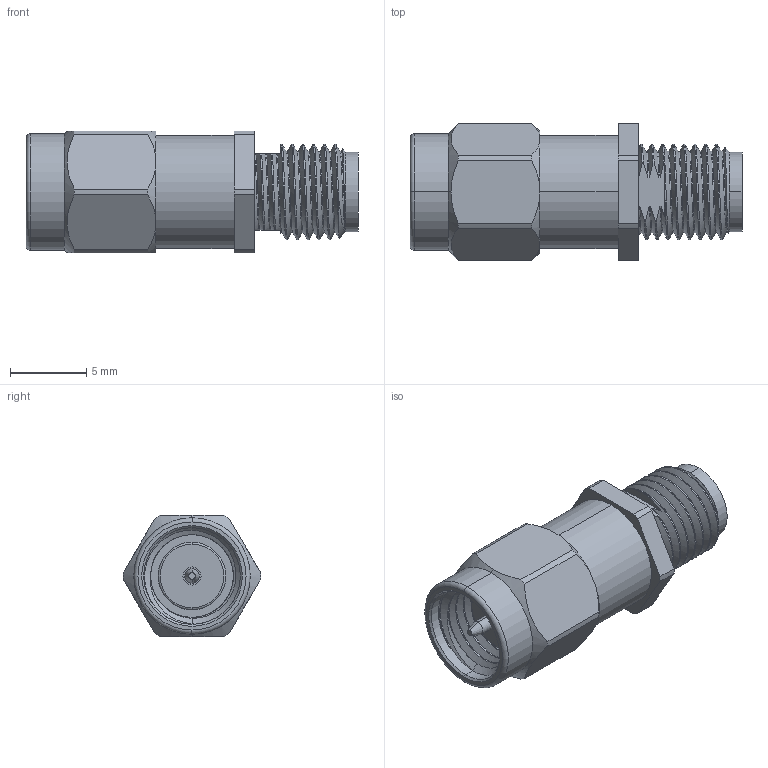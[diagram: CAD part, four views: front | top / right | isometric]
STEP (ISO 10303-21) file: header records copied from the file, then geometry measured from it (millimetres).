
FILE_DESCRIPTION (( 'STEP AP214' ), '1' );
FILE_NAME ('FMAT7620-1_3D.step', '2025-01-20T17:54:57', ( '' ), ( '' ), 'SwSTEP 2.0', 'SolidWorks 2022', '' );
FILE_SCHEMA (( 'AUTOMOTIVE_DESIGN' ));
Length unit declared in the file: inch
Products named in the file (1): FMAT7620-1_3D
Bounding box: 21.8 x 9.02 x 8 mm (x, y, z)
Volume: 772.6 mm3; surface area: 918 mm2
Topology: 1 solids, 1 shells, 135 faces, 353 edges, 229 vertices
Faces by surface type: cylinder 60, plane 27, cone 23, bspline 21, torus 4
Entity records: 13199 total; most frequent: CARTESIAN_POINT 10221, ORIENTED_EDGE 706, DIRECTION 515, EDGE_CURVE 353, VERTEX_POINT 229, AXIS2_PLACEMENT_3D 203, EDGE_LOOP 144, FACE_OUTER_BOUND 135
